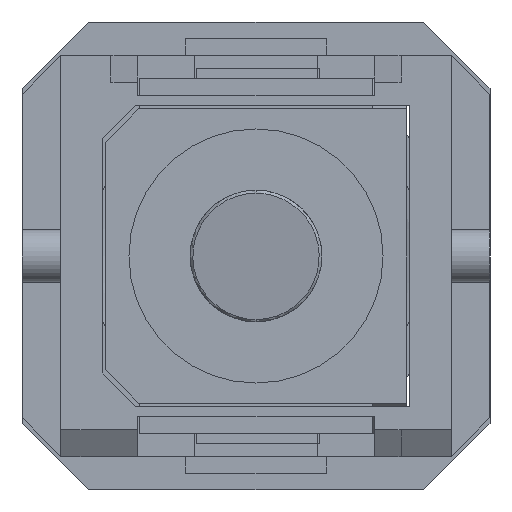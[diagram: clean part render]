
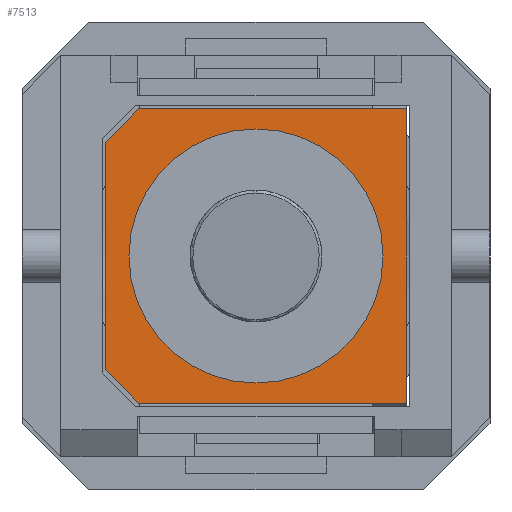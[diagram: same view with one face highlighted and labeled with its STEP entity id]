
A CAD part, left-side view. The second image highlights one B-rep face of the part: STEP entity #7513.
In plain terms, the highlighted face is planar.
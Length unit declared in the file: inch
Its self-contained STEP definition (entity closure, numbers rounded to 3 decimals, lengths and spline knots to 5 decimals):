
#316 = CARTESIAN_POINT ( 'NONE',  ( -0.11, 0.296, 0.1125 ) ) ;
#321 = DIRECTION ( 'NONE',  ( 0., 0., 1. ) ) ;
#382 = CARTESIAN_POINT ( 'NONE',  ( -0.11, 0.296, 0.1125 ) ) ;
#385 = DIRECTION ( 'NONE',  ( 1., 0., 0. ) ) ;
#454 = CARTESIAN_POINT ( 'NONE',  ( 0.11, 0.296, 0.1125 ) ) ;
#458 = DIRECTION ( 'NONE',  ( 0., 0., -1. ) ) ;
#470 = CARTESIAN_POINT ( 'NONE',  ( 0.085, 0.296, -0.1125 ) ) ;
#478 = DIRECTION ( 'NONE',  ( -0.707, 0., -0.707 ) ) ;
#492 = CARTESIAN_POINT ( 'NONE',  ( -0.11, 0.296, -0.1125 ) ) ;
#495 = DIRECTION ( 'NONE',  ( -1., 0., 0. ) ) ;
#522 = CARTESIAN_POINT ( 'NONE',  ( 0., 0.296, 0. ) ) ;
#524 = DIRECTION ( 'NONE',  ( 0., 1., 0. ) ) ;
#527 = DIRECTION ( 'NONE',  ( 0., 0., 1. ) ) ;
#532 = CARTESIAN_POINT ( 'NONE',  ( -0.11, 0.296, -0.0875 ) ) ;
#541 = DIRECTION ( 'NONE',  ( -0.707, 0., 0.707 ) ) ;
#1005 = DIRECTION ( 'NONE',  ( 0., -1., 0. ) ) ;
#1170 = PLANE ( 'NONE',  #5457 ) ;
#1280 = CARTESIAN_POINT ( 'NONE',  ( -0.11, 0.296, -0.1125 ) ) ;
#1570 = DIRECTION ( 'NONE',  ( 0., 0., -1. ) ) ;
#1778 = LINE ( 'NONE', #316, #1781 ) ;
#1781 = VECTOR ( 'NONE', #321, 39.37008 ) ;
#1796 = LINE ( 'NONE', #382, #1799 ) ;
#1799 = VECTOR ( 'NONE', #385, 39.37008 ) ;
#1820 = LINE ( 'NONE', #454, #1823 ) ;
#1823 = VECTOR ( 'NONE', #458, 39.37008 ) ;
#1829 = LINE ( 'NONE', #492, #1832 ) ;
#1832 = VECTOR ( 'NONE', #495, 39.37008 ) ;
#1833 = CIRCLE ( 'NONE', #5197, 0.095 ) ;
#1835 = LINE ( 'NONE', #470, #1837 ) ;
#1836 = LINE ( 'NONE', #532, #1839 ) ;
#1837 = VECTOR ( 'NONE', #478, 39.37008 ) ;
#1839 = VECTOR ( 'NONE', #541, 39.37008 ) ;
#2719 = CARTESIAN_POINT ( 'NONE',  ( 0.085, 0.296, -0.1125 ) ) ;
#3129 = CARTESIAN_POINT ( 'NONE',  ( -0.11, 0.296, 0.1125 ) ) ;
#3213 = CARTESIAN_POINT ( 'NONE',  ( -0.085, 0.296, -0.1125 ) ) ;
#3236 = EDGE_CURVE ( 'NONE', #3827, #3825, #3371, .T. ) ;
#3371 = CIRCLE ( 'NONE', #6494, 0.095 ) ;
#3813 = VERTEX_POINT ( 'NONE', #4684 ) ;
#3825 = VERTEX_POINT ( 'NONE', #4777 ) ;
#3827 = VERTEX_POINT ( 'NONE', #4785 ) ;
#3857 = VERTEX_POINT ( 'NONE', #4873 ) ;
#3920 = EDGE_LOOP ( 'NONE', ( #4139, #4128, #4154, #4138, #4132, #7897 ) ) ;
#3927 = EDGE_LOOP ( 'NONE', ( #4130, #4124 ) ) ;
#4124 = ORIENTED_EDGE ( 'NONE', *, *, #3236, .F. ) ;
#4128 = ORIENTED_EDGE ( 'NONE', *, *, #6130, .T. ) ;
#4130 = ORIENTED_EDGE ( 'NONE', *, *, #6129, .F. ) ;
#4132 = ORIENTED_EDGE ( 'NONE', *, *, #6101, .T. ) ;
#4138 = ORIENTED_EDGE ( 'NONE', *, *, #6131, .T. ) ;
#4139 = ORIENTED_EDGE ( 'NONE', *, *, #6122, .T. ) ;
#4154 = ORIENTED_EDGE ( 'NONE', *, *, #6127, .T. ) ;
#4236 = CARTESIAN_POINT ( 'NONE',  ( 0., 0.296, 0. ) ) ;
#4238 = DIRECTION ( 'NONE',  ( 0., 1., 0. ) ) ;
#4253 = DIRECTION ( 'NONE',  ( 0., 0., 1. ) ) ;
#4485 = CARTESIAN_POINT ( 'NONE',  ( 0.11, 0.296, -0.0875 ) ) ;
#4684 = CARTESIAN_POINT ( 'NONE',  ( -0.11, 0.296, -0.0875 ) ) ;
#4777 = CARTESIAN_POINT ( 'NONE',  ( 0., 0.296, 0.095 ) ) ;
#4785 = CARTESIAN_POINT ( 'NONE',  ( 0., 0.296, -0.095 ) ) ;
#4873 = CARTESIAN_POINT ( 'NONE',  ( 0.11, 0.296, 0.1125 ) ) ;
#5197 = AXIS2_PLACEMENT_3D ( 'NONE', #522, #524, #527 ) ;
#5457 = AXIS2_PLACEMENT_3D ( 'NONE', #1280, #1005, #1570 ) ;
#5807 = FACE_BOUND ( 'NONE', #3927, .T. ) ;
#5809 = FACE_OUTER_BOUND ( 'NONE', #3920, .T. ) ;
#6008 = VERTEX_POINT ( 'NONE', #4485 ) ;
#6101 = EDGE_CURVE ( 'NONE', #3813, #7391, #1778, .T. ) ;
#6110 = EDGE_CURVE ( 'NONE', #7391, #3857, #1796, .T. ) ;
#6122 = EDGE_CURVE ( 'NONE', #3857, #6008, #1820, .T. ) ;
#6127 = EDGE_CURVE ( 'NONE', #7375, #7383, #1829, .T. ) ;
#6129 = EDGE_CURVE ( 'NONE', #3825, #3827, #1833, .T. ) ;
#6130 = EDGE_CURVE ( 'NONE', #6008, #7375, #1835, .T. ) ;
#6131 = EDGE_CURVE ( 'NONE', #7383, #3813, #1836, .T. ) ;
#6494 = AXIS2_PLACEMENT_3D ( 'NONE', #4236, #4238, #4253 ) ;
#7375 = VERTEX_POINT ( 'NONE', #2719 ) ;
#7383 = VERTEX_POINT ( 'NONE', #3213 ) ;
#7391 = VERTEX_POINT ( 'NONE', #3129 ) ;
#7513 = ADVANCED_FACE ( 'NONE', ( #5807, #5809 ), #1170, .F. ) ;
#7897 = ORIENTED_EDGE ( 'NONE', *, *, #6110, .T. ) ;
